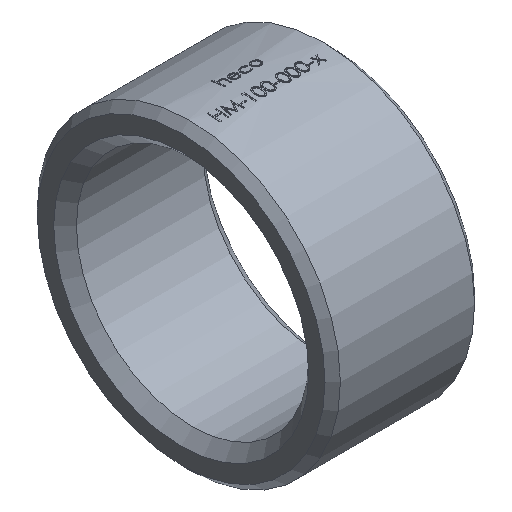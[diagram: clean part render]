
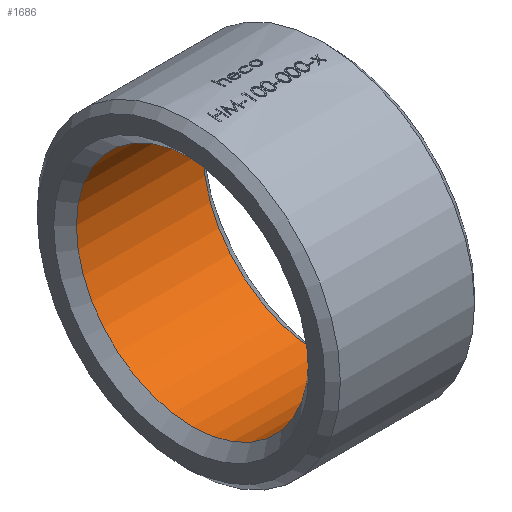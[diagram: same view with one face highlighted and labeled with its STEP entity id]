
A CAD part, isometric view. The second image highlights one B-rep face of the part: STEP entity #1686.
In plain terms, the highlighted cylindrical face has radius 15.146 mm (diameter 30.291 mm), a full revolution.
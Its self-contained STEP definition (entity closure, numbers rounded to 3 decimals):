
#43 = FACE_OUTER_BOUND ( 'NONE', #2276, .T. ) ;
#734 = EDGE_LOOP ( 'NONE', ( #9891 ) ) ;
#739 = CIRCLE ( 'NONE', #2848, 15.146 ) ;
#780 = CARTESIAN_POINT ( 'NONE',  ( 1.479, 0., -15.146 ) ) ;
#1157 = CARTESIAN_POINT ( 'NONE',  ( 1.479, 0., 0. ) ) ;
#1291 = DIRECTION ( 'NONE',  ( 1., 0., 0. ) ) ;
#1350 = CARTESIAN_POINT ( 'NONE',  ( 18.021, 0., 0. ) ) ;
#1686 = ADVANCED_FACE ( 'NONE', ( #43, #6836 ), #7701, .F. ) ;
#1920 = DIRECTION ( 'NONE',  ( 0., 0., 1. ) ) ;
#2276 = EDGE_LOOP ( 'NONE', ( #3592 ) ) ;
#2848 = AXIS2_PLACEMENT_3D ( 'NONE', #1350, #1291, #4695 ) ;
#3592 = ORIENTED_EDGE ( 'NONE', *, *, #5517, .T. ) ;
#4695 = DIRECTION ( 'NONE',  ( 0., 0., -1. ) ) ;
#4991 = AXIS2_PLACEMENT_3D ( 'NONE', #1157, #10485, #7824 ) ;
#5517 = EDGE_CURVE ( 'NONE', #6078, #6078, #739, .T. ) ;
#5689 = AXIS2_PLACEMENT_3D ( 'NONE', #10353, #9535, #1920 ) ;
#6078 = VERTEX_POINT ( 'NONE', #6745 ) ;
#6745 = CARTESIAN_POINT ( 'NONE',  ( 18.021, 0., -15.146 ) ) ;
#6836 = FACE_OUTER_BOUND ( 'NONE', #734, .T. ) ;
#7283 = CIRCLE ( 'NONE', #4991, 15.146 ) ;
#7701 = CYLINDRICAL_SURFACE ( 'NONE', #5689, 15.146 ) ;
#7824 = DIRECTION ( 'NONE',  ( 0., 0., -1. ) ) ;
#8504 = EDGE_CURVE ( 'NONE', #8600, #8600, #7283, .T. ) ;
#8600 = VERTEX_POINT ( 'NONE', #780 ) ;
#9535 = DIRECTION ( 'NONE',  ( -1., 0., 0. ) ) ;
#9891 = ORIENTED_EDGE ( 'NONE', *, *, #8504, .T. ) ;
#10353 = CARTESIAN_POINT ( 'NONE',  ( 19.501, 0., 0. ) ) ;
#10485 = DIRECTION ( 'NONE',  ( -1., 0., 0. ) ) ;
